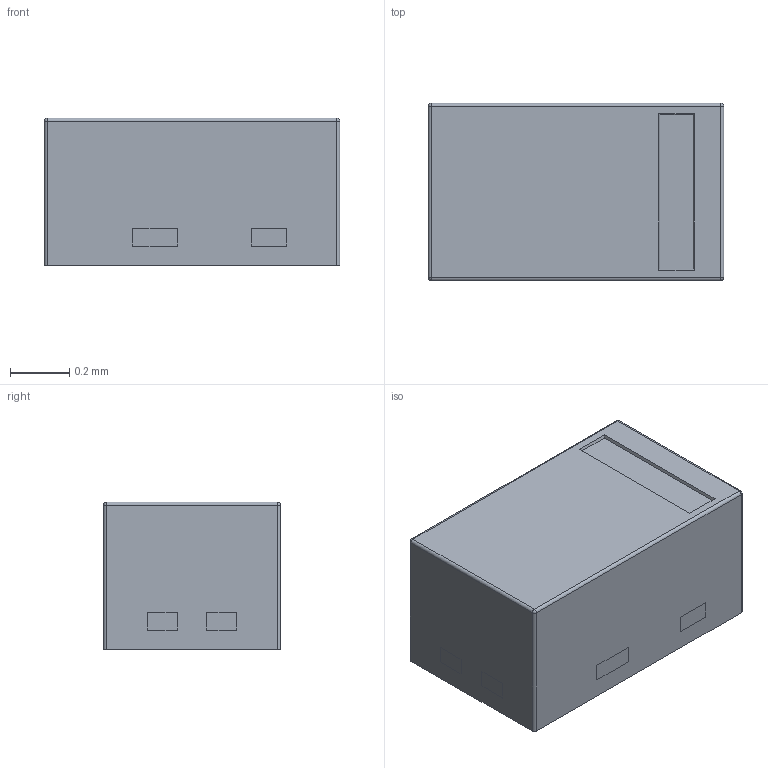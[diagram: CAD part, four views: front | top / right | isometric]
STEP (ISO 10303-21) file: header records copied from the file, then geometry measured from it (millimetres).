
FILE_DESCRIPTION (( 'STEP AP214' ), '1' );
FILE_NAME ('F6354BA2-9F10-4714-8901-ECA7C6F48B00.STEP', '2022-12-21T01:00:31', ( '' ), ( '' ), 'SwSTEP 2.0', 'SolidWorks 2022', '' );
FILE_SCHEMA (( 'AUTOMOTIVE_DESIGN' ));
Length unit declared in the file: millimetre
Products named in the file (1): F6354BA2-9F10-4714-8901-ECA7C6F48B00
Bounding box: 1 x 0.6 x 0.5 mm (x, y, z)
Volume: 0.3 mm3; surface area: 4.9 mm2
Topology: 4 solids, 4 shells, 144 faces, 396 edges, 252 vertices
Faces by surface type: plane 76, cylinder 64, bspline 4
Entity records: 4853 total; most frequent: CARTESIAN_POINT 849, DIRECTION 802, ORIENTED_EDGE 784, EDGE_CURVE 392, AXIS2_PLACEMENT_3D 269, LINE 264, VECTOR 264, VERTEX_POINT 252
